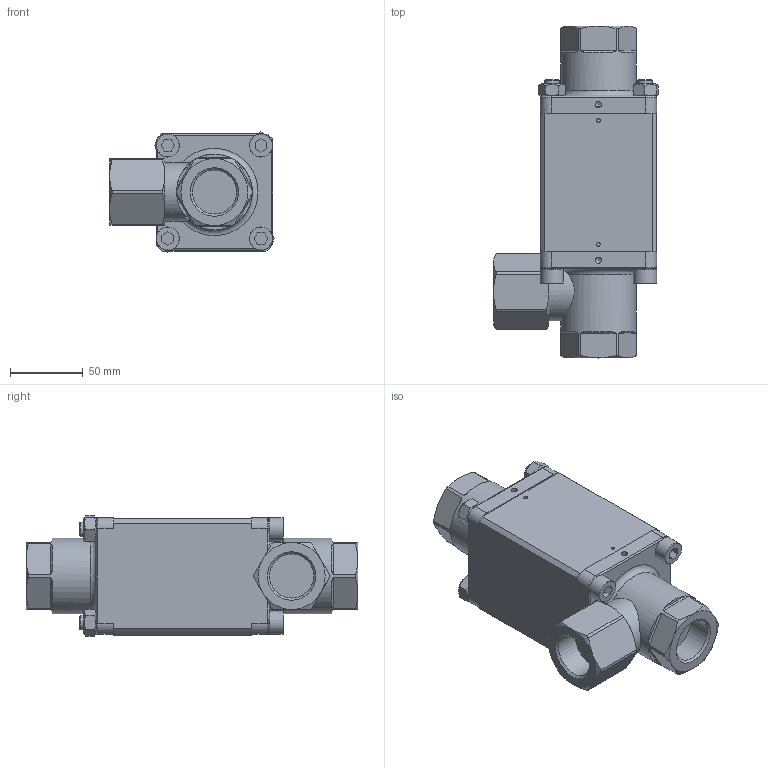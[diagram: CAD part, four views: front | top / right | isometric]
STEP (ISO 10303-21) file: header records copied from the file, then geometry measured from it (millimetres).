
FILE_DESCRIPTION(/* description */ (''),/* implementation_level */ '2;1');
FILE_NAME(/* name */ 'Typ 380_DN20_G34_PV+Drosseln.stp',/* time_stamp */ '2016-10-24T16:21:26+02:00',/* author */ ('jmetzger'),/* organization */ (''),/* preprocessor_version */ 'ST-DEVELOPER v15.2',/* originating_system */ 'Autodesk Inventor 2014',/* authorisation */ '');
FILE_SCHEMA (('AUTOMOTIVE_DESIGN { 1 0 10303 214 3 1 1 }'));
Length unit declared in the file: millimetre
Products named in the file (1): Typ 380_DN20_G34_PV+Drosseln
Bounding box: 113.24 x 228 x 82.48 mm (x, y, z)
Volume: 1030159.6 mm3; surface area: 85669.3 mm2
Topology: 1 solids, 1 shells, 263 faces, 652 edges, 407 vertices
Faces by surface type: plane 141, cone 56, cylinder 56, torus 10
Full cylindrical faces by diameter (mm): 2.5 x2, 4.2 x6, 10 x4, 11.445 x2, 16 x4, 30.291 x3, 52 x2
Entity records: 7405 total; most frequent: CARTESIAN_POINT 1661, DIRECTION 1207, ORIENTED_EDGE 1152, EDGE_CURVE 576, AXIS2_PLACEMENT_3D 480, VERTEX_POINT 384, EDGE_LOOP 332, ADVANCED_FACE 263
